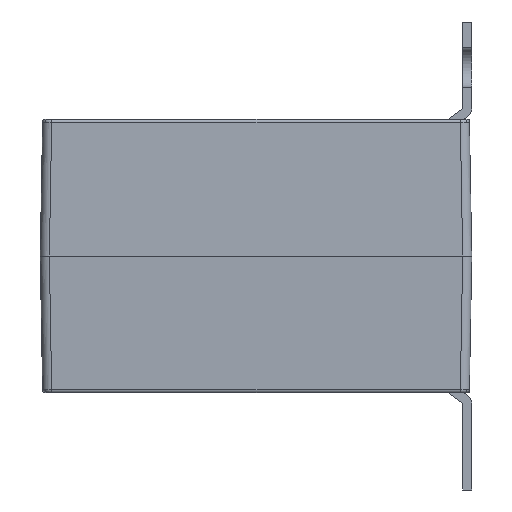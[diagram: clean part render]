
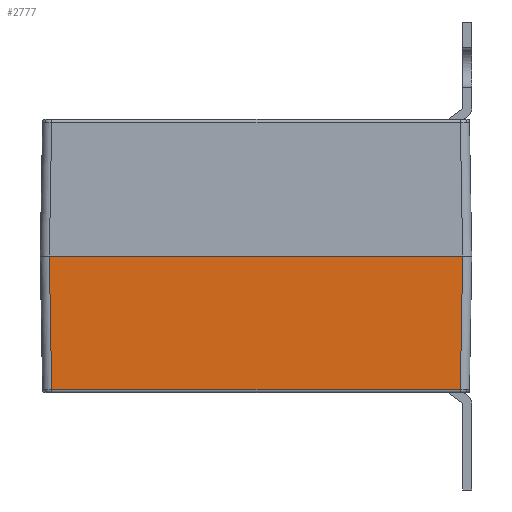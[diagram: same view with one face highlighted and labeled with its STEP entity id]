
A CAD part, left-side view. The second image highlights one B-rep face of the part: STEP entity #2777.
In plain terms, the highlighted face is planar.
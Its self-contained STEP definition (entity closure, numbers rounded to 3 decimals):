
#2777 = ADVANCED_FACE ( 'NONE', ( #16300 ), #16294, .T. ) ;
#2927 = EDGE_CURVE ( 'NONE', #37304, #37298, #17717, .T. ) ;
#2934 = EDGE_CURVE ( 'NONE', #37298, #37933, #17740, .T. ) ;
#2935 = EDGE_CURVE ( 'NONE', #37933, #37297, #17743, .T. ) ;
#2936 = EDGE_CURVE ( 'NONE', #37297, #37304, #17746, .T. ) ;
#13585 = EDGE_LOOP ( 'NONE', ( #25024, #25022, #25020, #25018 ) ) ;
#16294 = PLANE ( 'NONE',  #39884 ) ;
#16300 = FACE_OUTER_BOUND ( 'NONE', #13585, .T. ) ;
#16303 = CARTESIAN_POINT ( 'NONE',  ( 35.5, 35.5, 0. ) ) ;
#16307 = DIRECTION ( 'NONE',  ( 1., 0., 0.017 ) ) ;
#16308 = DIRECTION ( 'NONE',  ( 0.017, 0., -1. ) ) ;
#17717 = LINE ( 'NONE', #17719, #40027 ) ;
#17719 = CARTESIAN_POINT ( 'NONE',  ( 35.5, 35.5, 0. ) ) ;
#17720 = DIRECTION ( 'NONE',  ( 0., 1., 0. ) ) ;
#17740 = LINE ( 'NONE', #17741, #40022 ) ;
#17741 = CARTESIAN_POINT ( 'NONE',  ( 35.5, 34.001, -0.026 ) ) ;
#17742 = DIRECTION ( 'NONE',  ( -0.017, -0.017, 1. ) ) ;
#17743 = LINE ( 'NONE', #17744, #40015 ) ;
#17744 = CARTESIAN_POINT ( 'NONE',  ( 35.116, -33.607, 22.009 ) ) ;
#17745 = DIRECTION ( 'NONE',  ( 0., -1., 0. ) ) ;
#17746 = LINE ( 'NONE', #17747, #40024 ) ;
#17747 = CARTESIAN_POINT ( 'NONE',  ( 35.479, -33.979, 1.212 ) ) ;
#17748 = DIRECTION ( 'NONE',  ( 0.017, -0.017, -1. ) ) ;
#25018 = ORIENTED_EDGE ( 'NONE', *, *, #2927, .T. ) ;
#25020 = ORIENTED_EDGE ( 'NONE', *, *, #2936, .T. ) ;
#25022 = ORIENTED_EDGE ( 'NONE', *, *, #2935, .T. ) ;
#25024 = ORIENTED_EDGE ( 'NONE', *, *, #2934, .T. ) ;
#25167 = CARTESIAN_POINT ( 'NONE',  ( 35.116, -33.616, 22.009 ) ) ;
#25168 = CARTESIAN_POINT ( 'NONE',  ( 35.5, 34., 0. ) ) ;
#25174 = CARTESIAN_POINT ( 'NONE',  ( 35.5, -34., 0. ) ) ;
#25582 = CARTESIAN_POINT ( 'NONE',  ( 35.116, 33.616, 22.009 ) ) ;
#37297 = VERTEX_POINT ( 'NONE', #25167 ) ;
#37298 = VERTEX_POINT ( 'NONE', #25168 ) ;
#37304 = VERTEX_POINT ( 'NONE', #25174 ) ;
#37933 = VERTEX_POINT ( 'NONE', #25582 ) ;
#39884 = AXIS2_PLACEMENT_3D ( 'NONE', #16303, #16307, #16308 ) ;
#40015 = VECTOR ( 'NONE', #17745, 1000. ) ;
#40022 = VECTOR ( 'NONE', #17742, 1000. ) ;
#40024 = VECTOR ( 'NONE', #17748, 1000. ) ;
#40027 = VECTOR ( 'NONE', #17720, 1000. ) ;
